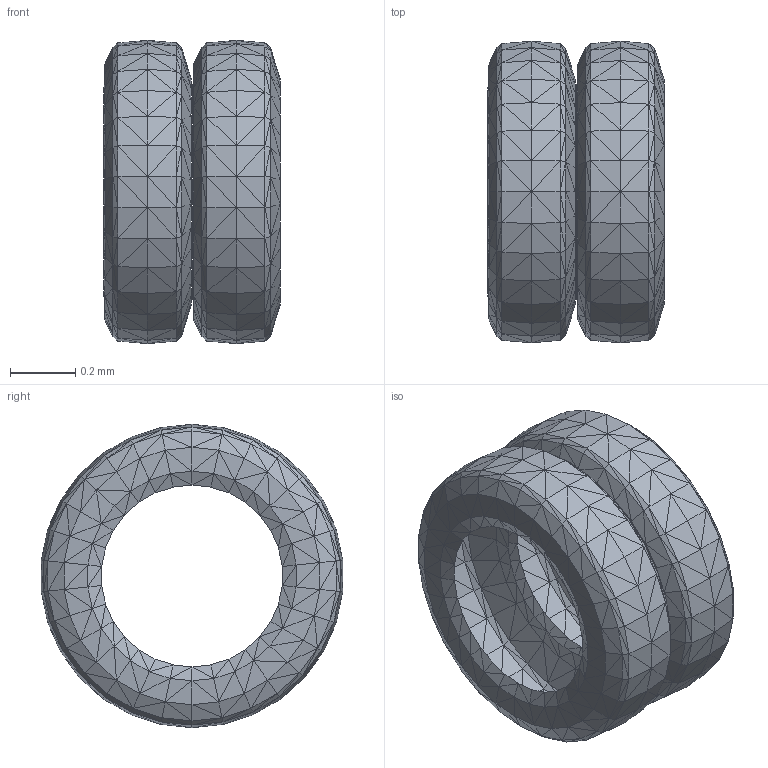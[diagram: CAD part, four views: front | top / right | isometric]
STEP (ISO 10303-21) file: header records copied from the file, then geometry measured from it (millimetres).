
FILE_DESCRIPTION (( 'STEP AP203' ), '1' );
FILE_NAME ('Wheels TiresR_Default_sldprt.STEP', '2019-12-12T21:41:31', ( '' ), ( '' ), 'SwSTEP 2.0', 'SolidWorks 2017', '' );
FILE_SCHEMA (( 'CONFIG_CONTROL_DESIGN' ));
Length unit declared in the file: millimetre
Products named in the file (1): Wheels TiresR_Default_sldprt
Bounding box: 0.54 x 0.92 x 0.93 mm (x, y, z)
Surface area: 2.8 mm2 (no closed solid volume)
Topology: 0 solids, 2 shells, 1080 faces, 1680 edges, 600 vertices
Faces by surface type: plane 1080
Entity records: 21566 total; most frequent: DIRECTION 3842, CARTESIAN_POINT 3361, ORIENTED_EDGE 3240, LINE 1680, EDGE_CURVE 1680, VECTOR 1680, AXIS2_PLACEMENT_3D 1081, PLANE 1080
